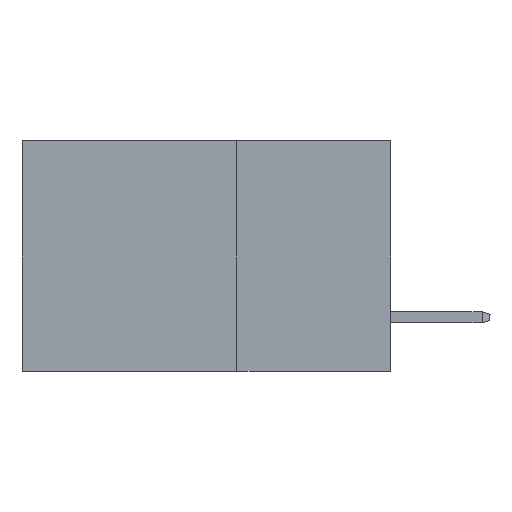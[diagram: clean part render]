
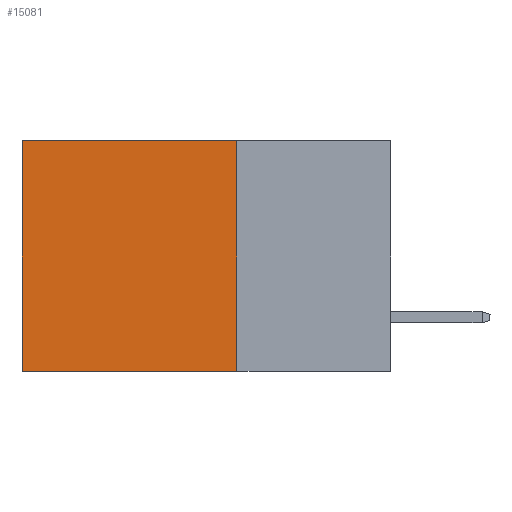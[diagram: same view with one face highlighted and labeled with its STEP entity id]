
A CAD part, left-side view. The second image highlights one B-rep face of the part: STEP entity #15081.
In plain terms, the highlighted planar face has unit normal (-1, 0, 0).
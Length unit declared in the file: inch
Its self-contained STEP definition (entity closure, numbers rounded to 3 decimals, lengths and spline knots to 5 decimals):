
#519 = CARTESIAN_POINT ( 'NONE',  ( 0.2875, 0.25, -0.375 ) ) ;
#1293 = CARTESIAN_POINT ( 'NONE',  ( 0.2875, 0.6, -0.375 ) ) ;
#1398 = VERTEX_POINT ( 'NONE', #7937 ) ;
#1404 = VECTOR ( 'NONE', #5204, 39.37008 ) ;
#1429 = CARTESIAN_POINT ( 'NONE',  ( 0.2875, 0.25, -0.375 ) ) ;
#1517 = AXIS2_PLACEMENT_3D ( 'NONE', #519, #10304, #4784 ) ;
#2337 = LINE ( 'NONE', #9626, #16514 ) ;
#2730 = CARTESIAN_POINT ( 'NONE',  ( 0.2875, 0.6, -0.375 ) ) ;
#2793 = EDGE_LOOP ( 'NONE', ( #6360, #13908, #8555, #9432 ) ) ;
#3326 = DIRECTION ( 'NONE',  ( 0., 1., 0. ) ) ;
#3605 = EDGE_CURVE ( 'NONE', #1398, #4163, #13977, .T. ) ;
#4163 = VERTEX_POINT ( 'NONE', #2730 ) ;
#4275 = DIRECTION ( 'NONE',  ( 0., 1., 0. ) ) ;
#4713 = PLANE ( 'NONE',  #1517 ) ;
#4784 = DIRECTION ( 'NONE',  ( 0., 0., -1. ) ) ;
#5204 = DIRECTION ( 'NONE',  ( 0., 0., -1. ) ) ;
#5319 = VERTEX_POINT ( 'NONE', #14490 ) ;
#5684 = EDGE_CURVE ( 'NONE', #5319, #10325, #6637, .T. ) ;
#6310 = CARTESIAN_POINT ( 'NONE',  ( 0.2875, 0.25, 0. ) ) ;
#6360 = ORIENTED_EDGE ( 'NONE', *, *, #3605, .T. ) ;
#6637 = LINE ( 'NONE', #8151, #1404 ) ;
#7937 = CARTESIAN_POINT ( 'NONE',  ( 0.2875, 0.6, 0. ) ) ;
#8151 = CARTESIAN_POINT ( 'NONE',  ( 0.2875, 0.25, -0.375 ) ) ;
#8555 = ORIENTED_EDGE ( 'NONE', *, *, #5684, .F. ) ;
#8799 = EDGE_CURVE ( 'NONE', #10325, #4163, #2337, .T. ) ;
#9188 = LINE ( 'NONE', #6310, #11148 ) ;
#9432 = ORIENTED_EDGE ( 'NONE', *, *, #15154, .T. ) ;
#9626 = CARTESIAN_POINT ( 'NONE',  ( 0.2875, 0.25, -0.375 ) ) ;
#10304 = DIRECTION ( 'NONE',  ( 1., 0., 0. ) ) ;
#10325 = VERTEX_POINT ( 'NONE', #1429 ) ;
#10732 = VECTOR ( 'NONE', #16570, 39.37008 ) ;
#11148 = VECTOR ( 'NONE', #3326, 39.37008 ) ;
#11357 = FACE_OUTER_BOUND ( 'NONE', #2793, .T. ) ;
#13908 = ORIENTED_EDGE ( 'NONE', *, *, #8799, .F. ) ;
#13977 = LINE ( 'NONE', #1293, #10732 ) ;
#14490 = CARTESIAN_POINT ( 'NONE',  ( 0.2875, 0.25, 0. ) ) ;
#15081 = ADVANCED_FACE ( 'NONE', ( #11357 ), #4713, .F. ) ;
#15154 = EDGE_CURVE ( 'NONE', #5319, #1398, #9188, .T. ) ;
#16514 = VECTOR ( 'NONE', #4275, 39.37008 ) ;
#16570 = DIRECTION ( 'NONE',  ( 0., 0., -1. ) ) ;
